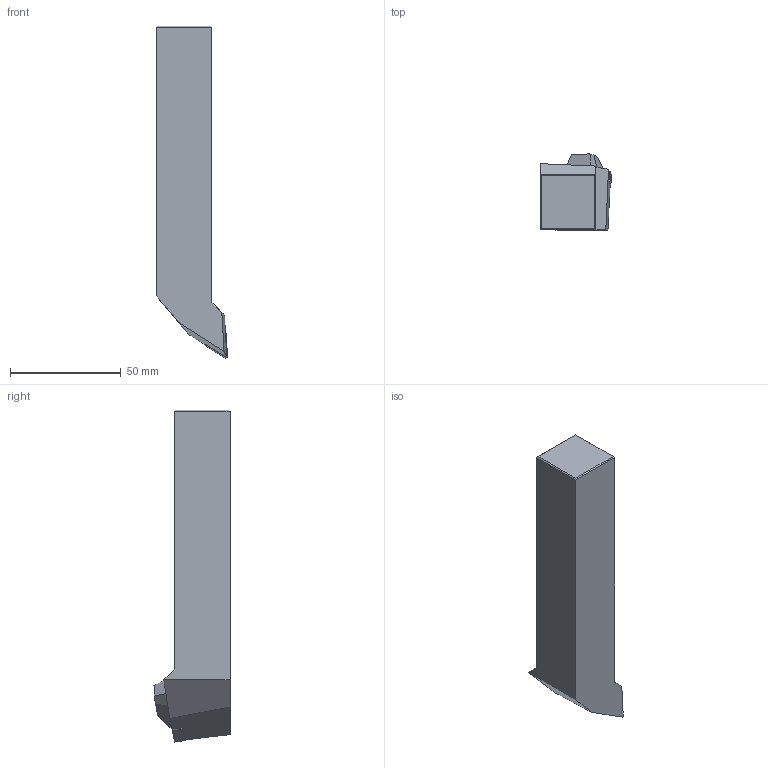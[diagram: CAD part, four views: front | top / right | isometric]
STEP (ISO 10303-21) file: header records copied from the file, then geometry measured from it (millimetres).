
FILE_DESCRIPTION((''),'2;1');
FILE_NAME('70541825_ASM','2018-10-12T11:24:58',('piechottad'),(''),'CREO PARAMETRIC BY PTC INC, 2017380','CREO PARAMETRIC BY PTC INC, 2017380','');
FILE_SCHEMA(('AUTOMOTIVE_DESIGN { 1 0 10303 214 1 1 1 1 }'));
Length unit declared in the file: millimetre
Products named in the file (3): 70541825NC; 70541825C; 70541825_ASM
Assembly tree (2 placements, depth 2):
  70541825_ASM
    70541825NC
    70541825C
Bounding box: 32 x 34.36 x 150.01 mm (x, y, z)
Volume: 89303.1 mm3; surface area: 16384.9 mm2
Topology: 2 solids, 2 shells, 44 faces, 121 edges, 82 vertices
Faces by surface type: plane 33, cylinder 6, cone 3, torus 2
Entity records: 3049 total; most frequent: CARTESIAN_POINT 317, DIRECTION 317, ORIENTED_EDGE 220, PRESENTATION_STYLE_ASSIGNMENT 165, STYLED_ITEM 165, CURVE_STYLE 162, PROPERTY_DEFINITION 151, REPRESENTATION 149
